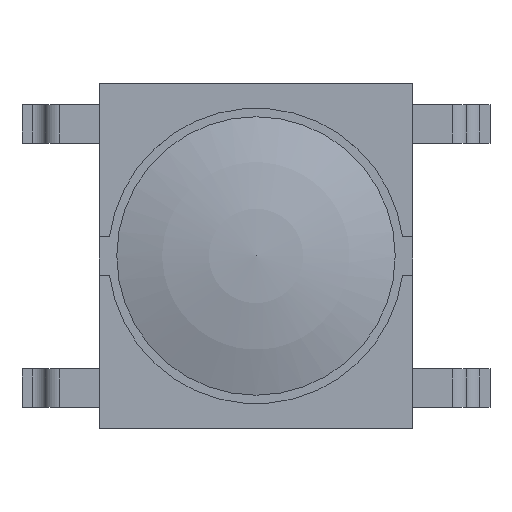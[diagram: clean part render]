
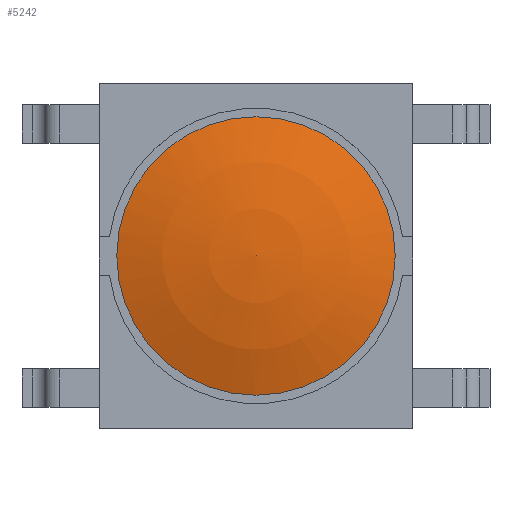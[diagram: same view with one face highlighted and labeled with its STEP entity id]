
A CAD part, top view. The second image highlights one B-rep face of the part: STEP entity #5242.
In plain terms, the highlighted spherical face has radius 6.177 mm.
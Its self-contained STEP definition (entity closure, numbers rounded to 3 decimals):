
#343=SPHERICAL_SURFACE('',#5503,6.177);
#366=CIRCLE('',#5502,1.927);
#569=ORIENTED_EDGE('',*,*,#1614,.T.);
#1614=EDGE_CURVE('',#2135,#2135,#366,.T.);
#2135=VERTEX_POINT('',#6641);
#2951=EDGE_LOOP('',(#569));
#3203=FACE_BOUND('',#2951,.T.);
#5242=ADVANCED_FACE('',(#3203),#343,.T.);
#5502=AXIS2_PLACEMENT_3D('',#6640,#5883,#5884);
#5503=AXIS2_PLACEMENT_3D('',#6642,#5885,#5886);
#5883=DIRECTION('',(0.,0.,1.));
#5884=DIRECTION('',(1.,0.,0.));
#5885=DIRECTION('',(0.,0.,1.));
#5886=DIRECTION('',(-1.,0.,0.));
#6640=CARTESIAN_POINT('',(0.,0.,0.633));
#6641=CARTESIAN_POINT('',(1.927,0.,0.633));
#6642=CARTESIAN_POINT('',(0.,0.,-5.236));
